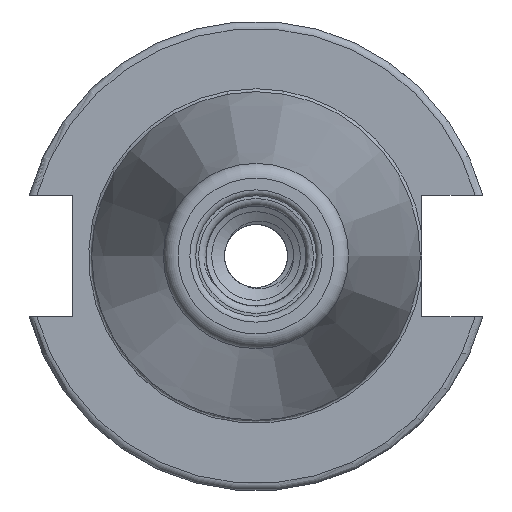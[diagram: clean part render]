
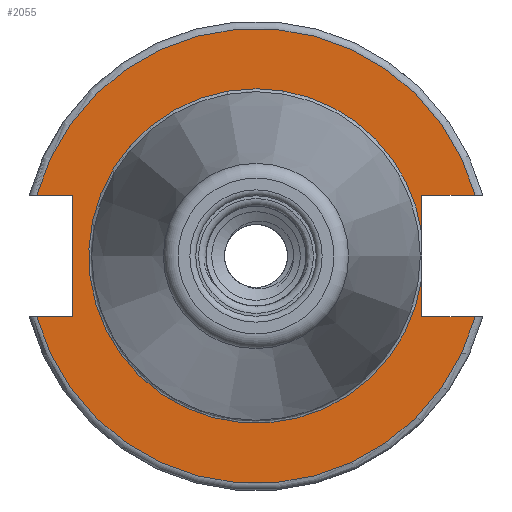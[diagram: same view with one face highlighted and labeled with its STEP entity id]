
A CAD part, left-side view. The second image highlights one B-rep face of the part: STEP entity #2055.
In plain terms, the highlighted planar face has unit normal (-1, 0, 0).
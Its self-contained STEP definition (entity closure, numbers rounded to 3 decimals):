
#73=PLANE('',#2250);
#183=FACE_OUTER_BOUND('',#307,.T.);
#307=EDGE_LOOP('',(#1829,#1830,#1831,#1832,#1833,#1834,#1835,#1836,#1837,
#1838,#1839));
#360=CIRCLE('',#2206,30.775);
#363=CIRCLE('',#2210,22.625);
#364=CIRCLE('',#2211,22.625);
#387=CIRCLE('',#2251,30.775);
#600=LINE('',#8088,#694);
#607=LINE('',#8187,#701);
#609=LINE('',#8190,#703);
#611=LINE('',#8206,#705);
#615=LINE('',#8252,#709);
#616=LINE('',#8264,#710);
#621=LINE('',#8321,#715);
#694=VECTOR('',#2547,10.);
#701=VECTOR('',#2556,10.);
#703=VECTOR('',#2560,10.);
#705=VECTOR('',#2564,10.);
#709=VECTOR('',#2570,10.);
#710=VECTOR('',#2571,10.);
#715=VECTOR('',#2578,10.);
#871=VERTEX_POINT('',#8085);
#872=VERTEX_POINT('',#8087);
#888=VERTEX_POINT('',#8175);
#889=VERTEX_POINT('',#8186);
#891=VERTEX_POINT('',#8203);
#892=VERTEX_POINT('',#8205);
#900=VERTEX_POINT('',#8250);
#901=VERTEX_POINT('',#8251);
#902=VERTEX_POINT('',#8253);
#911=VERTEX_POINT('',#8310);
#914=VERTEX_POINT('',#8344);
#1144=EDGE_CURVE('',#872,#871,#600,.T.);
#1162=EDGE_CURVE('',#889,#888,#607,.T.);
#1164=EDGE_CURVE('',#871,#889,#609,.T.);
#1167=EDGE_CURVE('',#892,#891,#611,.T.);
#1176=EDGE_CURVE('',#900,#901,#615,.T.);
#1178=EDGE_CURVE('',#891,#902,#616,.T.);
#1189=EDGE_CURVE('',#901,#911,#621,.T.);
#1198=EDGE_CURVE('',#872,#911,#360,.T.);
#1201=EDGE_CURVE('',#902,#914,#363,.T.);
#1202=EDGE_CURVE('',#914,#900,#364,.T.);
#1237=EDGE_CURVE('',#892,#888,#387,.T.);
#1829=ORIENTED_EDGE('',*,*,#1162,.T.);
#1830=ORIENTED_EDGE('',*,*,#1237,.F.);
#1831=ORIENTED_EDGE('',*,*,#1167,.T.);
#1832=ORIENTED_EDGE('',*,*,#1178,.T.);
#1833=ORIENTED_EDGE('',*,*,#1201,.T.);
#1834=ORIENTED_EDGE('',*,*,#1202,.T.);
#1835=ORIENTED_EDGE('',*,*,#1176,.T.);
#1836=ORIENTED_EDGE('',*,*,#1189,.T.);
#1837=ORIENTED_EDGE('',*,*,#1198,.F.);
#1838=ORIENTED_EDGE('',*,*,#1144,.T.);
#1839=ORIENTED_EDGE('',*,*,#1164,.T.);
#2055=ADVANCED_FACE('',(#183),#73,.T.);
#2206=AXIS2_PLACEMENT_3D('',#8339,#2613,#2614);
#2210=AXIS2_PLACEMENT_3D('',#8346,#2621,#2622);
#2211=AXIS2_PLACEMENT_3D('',#8347,#2623,#2624);
#2250=AXIS2_PLACEMENT_3D('',#9985,#2705,#2706);
#2251=AXIS2_PLACEMENT_3D('',#9986,#2707,#2708);
#2547=DIRECTION('',(0.,-1.,0.));
#2556=DIRECTION('',(0.,1.,0.));
#2560=DIRECTION('',(0.,0.,-1.));
#2564=DIRECTION('',(0.,1.,0.));
#2570=DIRECTION('',(0.,0.,1.));
#2571=DIRECTION('',(0.,0.,1.));
#2578=DIRECTION('',(0.,-1.,0.));
#2613=DIRECTION('center_axis',(1.,0.,0.));
#2614=DIRECTION('ref_axis',(0.,0.,-1.));
#2621=DIRECTION('center_axis',(1.,0.,0.));
#2622=DIRECTION('ref_axis',(0.,0.,-1.));
#2623=DIRECTION('center_axis',(1.,0.,0.));
#2624=DIRECTION('ref_axis',(0.,0.,-1.));
#2705=DIRECTION('center_axis',(-1.,0.,0.));
#2706=DIRECTION('ref_axis',(0.,0.,1.));
#2707=DIRECTION('center_axis',(1.,0.,0.));
#2708=DIRECTION('ref_axis',(0.,0.,-1.));
#8085=CARTESIAN_POINT('',(3.18,24.8,8.19));
#8087=CARTESIAN_POINT('',(3.18,29.665,8.19));
#8088=CARTESIAN_POINT('',(3.18,27.788,8.19));
#8175=CARTESIAN_POINT('',(3.18,29.665,-8.19));
#8186=CARTESIAN_POINT('',(3.18,24.8,-8.19));
#8187=CARTESIAN_POINT('',(3.18,40.288,-8.19));
#8190=CARTESIAN_POINT('',(3.18,24.8,-4.095));
#8203=CARTESIAN_POINT('',(3.18,-22.41,-8.19));
#8205=CARTESIAN_POINT('',(3.18,-29.665,-8.19));
#8206=CARTESIAN_POINT('',(3.18,4.183,-8.19));
#8250=CARTESIAN_POINT('',(3.18,-22.41,3.112));
#8251=CARTESIAN_POINT('',(3.18,-22.41,8.19));
#8252=CARTESIAN_POINT('',(3.18,-22.41,4.095));
#8253=CARTESIAN_POINT('',(3.18,-22.41,-3.112));
#8264=CARTESIAN_POINT('',(3.18,-22.41,4.095));
#8310=CARTESIAN_POINT('',(3.18,-29.665,8.19));
#8321=CARTESIAN_POINT('',(3.18,-8.318,8.19));
#8339=CARTESIAN_POINT('Origin',(3.18,0.,
0.));
#8344=CARTESIAN_POINT('',(3.18,0.,22.625));
#8346=CARTESIAN_POINT('Origin',(3.18,0.,0.));
#8347=CARTESIAN_POINT('Origin',(3.18,0.,0.));
#9985=CARTESIAN_POINT('Origin',(3.18,30.775,0.));
#9986=CARTESIAN_POINT('Origin',(3.18,0.,
0.));
